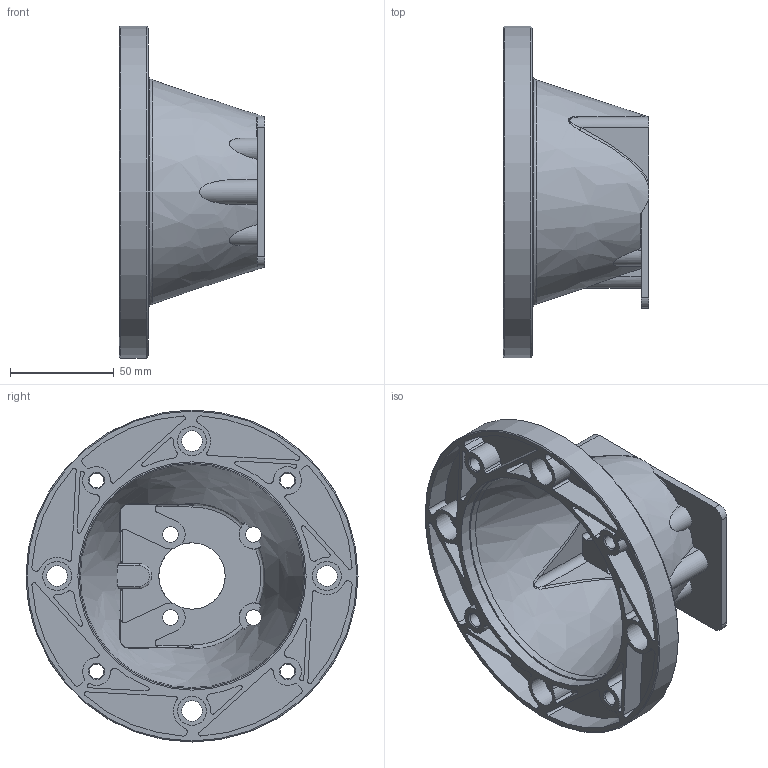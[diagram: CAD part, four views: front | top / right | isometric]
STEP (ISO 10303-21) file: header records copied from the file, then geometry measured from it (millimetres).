
FILE_DESCRIPTION(('STEP AP203'),'2;1');
FILE_NAME('LBS19.stp','2005-07-21T17:19:33',(''),(''),'9.0.0','THINKDESIGN','');
FILE_SCHEMA(('CONFIG_CONTROL_DESIGN'));
Length unit declared in the file: millimetre
Bounding box: 70 x 160 x 160 mm (x, y, z)
Volume: 142952.4 mm3; surface area: 96601.6 mm2
Topology: 1 solids, 1 shells, 283 faces, 798 edges, 535 vertices
Faces by surface type: cylinder 146, plane 79, bspline 58
Full cylindrical faces by diameter (mm): 7 x4, 7.5 x4, 10 x4, 14 x4, 32 x1, 110 x2, 160 x1
Entity records: 13903 total; most frequent: CARTESIAN_POINT 6440, ORIENTED_EDGE 1588, DIRECTION 1529, EDGE_CURVE 794, AXIS2_PLACEMENT_3D 622, VERTEX_POINT 535, CIRCLE 397, EDGE_LOOP 331
